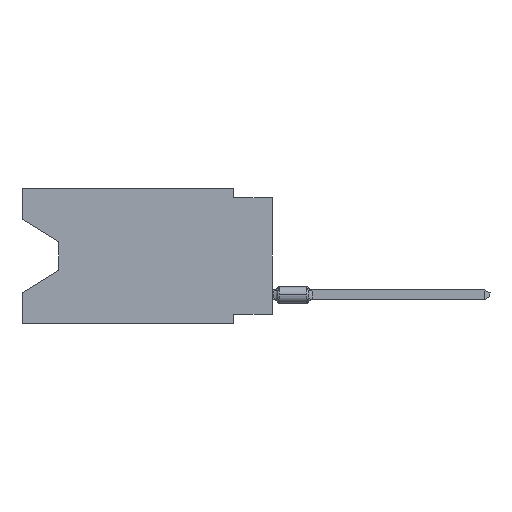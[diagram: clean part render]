
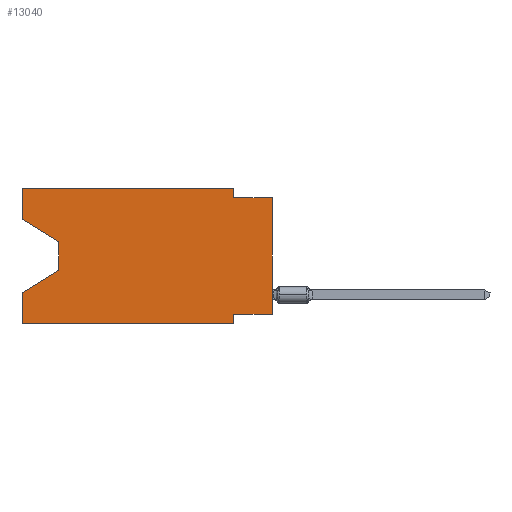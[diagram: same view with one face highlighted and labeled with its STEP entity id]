
A CAD part, left-side view. The second image highlights one B-rep face of the part: STEP entity #13040.
In plain terms, the highlighted planar face has unit normal (-1, 0, 0).
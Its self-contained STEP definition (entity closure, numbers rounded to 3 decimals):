
#390 = VERTEX_POINT ( 'NONE', #6662 ) ;
#460 = DIRECTION ( 'NONE',  ( 0., 0., -1. ) ) ;
#830 = EDGE_CURVE ( 'NONE', #20949, #36997, #41908, .T. ) ;
#1286 = FACE_OUTER_BOUND ( 'NONE', #5474, .T. ) ;
#1453 = VECTOR ( 'NONE', #42614, 1000. ) ;
#1693 = VECTOR ( 'NONE', #15892, 1000. ) ;
#2172 = CARTESIAN_POINT ( 'NONE',  ( 0., 0., -8.255 ) ) ;
#2808 = CARTESIAN_POINT ( 'NONE',  ( 0., 0., 0. ) ) ;
#2822 = VECTOR ( 'NONE', #4336, 1000. ) ;
#3406 = AXIS2_PLACEMENT_3D ( 'NONE', #35441, #5045, #27638 ) ;
#3519 = CARTESIAN_POINT ( 'NONE',  ( 0., 2.54, 0. ) ) ;
#3748 = ORIENTED_EDGE ( 'NONE', *, *, #56647, .F. ) ;
#4336 = DIRECTION ( 'NONE',  ( 0., -1., 0. ) ) ;
#4367 = EDGE_CURVE ( 'NONE', #43438, #35078, #51297, .T. ) ;
#5045 = DIRECTION ( 'NONE',  ( 1., 0., 0. ) ) ;
#5414 = EDGE_CURVE ( 'NONE', #43438, #42830, #29222, .T. ) ;
#5474 = EDGE_LOOP ( 'NONE', ( #47903, #13108, #42435, #3748, #47507, #49712, #48190, #50176, #42084, #48715, #28628, #14761 ) ) ;
#6582 = CARTESIAN_POINT ( 'NONE',  ( 0., 2.54, 0. ) ) ;
#6615 = CARTESIAN_POINT ( 'NONE',  ( 0., 16.383, 0. ) ) ;
#6662 = CARTESIAN_POINT ( 'NONE',  ( 0., 16.383, -8.89 ) ) ;
#6737 = CARTESIAN_POINT ( 'NONE',  ( 0., 16.383, -2.038 ) ) ;
#9061 = DIRECTION ( 'NONE',  ( 0., -1., 0. ) ) ;
#10636 = CARTESIAN_POINT ( 'NONE',  ( 0., 16.383, -6.852 ) ) ;
#13040 = ADVANCED_FACE ( 'NONE', ( #1286 ), #35731, .F. ) ;
#13108 = ORIENTED_EDGE ( 'NONE', *, *, #48755, .T. ) ;
#14761 = ORIENTED_EDGE ( 'NONE', *, *, #5414, .F. ) ;
#15358 = CARTESIAN_POINT ( 'NONE',  ( 0., 13.97, -3.505 ) ) ;
#15892 = DIRECTION ( 'NONE',  ( 0., 0., 1. ) ) ;
#15990 = CARTESIAN_POINT ( 'NONE',  ( 0., 0., -8.255 ) ) ;
#15998 = DIRECTION ( 'NONE',  ( 0., -1., 0. ) ) ;
#18564 = EDGE_CURVE ( 'NONE', #390, #26068, #38811, .T. ) ;
#20195 = VECTOR ( 'NONE', #9061, 1000. ) ;
#20481 = DIRECTION ( 'NONE',  ( 0., 0., 1. ) ) ;
#20833 = CARTESIAN_POINT ( 'NONE',  ( 0., 13.97, -3.505 ) ) ;
#20949 = VERTEX_POINT ( 'NONE', #2172 ) ;
#21342 = VECTOR ( 'NONE', #27832, 1000. ) ;
#21387 = LINE ( 'NONE', #30080, #37531 ) ;
#21531 = VECTOR ( 'NONE', #53035, 1000. ) ;
#21646 = CARTESIAN_POINT ( 'NONE',  ( 0., 13.97, -5.385 ) ) ;
#22094 = VERTEX_POINT ( 'NONE', #22461 ) ;
#22461 = CARTESIAN_POINT ( 'NONE',  ( 0., 2.54, -8.255 ) ) ;
#22632 = CARTESIAN_POINT ( 'NONE',  ( 0., 16.383, 0. ) ) ;
#22788 = EDGE_CURVE ( 'NONE', #28912, #34582, #35057, .T. ) ;
#24410 = DIRECTION ( 'NONE',  ( 0., 1., 0. ) ) ;
#24697 = LINE ( 'NONE', #43185, #52715 ) ;
#25991 = DIRECTION ( 'NONE',  ( 0., 0.855, -0.519 ) ) ;
#26068 = VERTEX_POINT ( 'NONE', #46014 ) ;
#27638 = DIRECTION ( 'NONE',  ( 0., 0., -1. ) ) ;
#27671 = VERTEX_POINT ( 'NONE', #10636 ) ;
#27832 = DIRECTION ( 'NONE',  ( 0., 0., -1. ) ) ;
#27961 = CARTESIAN_POINT ( 'NONE',  ( 0., 0., -0.635 ) ) ;
#28117 = LINE ( 'NONE', #15358, #21342 ) ;
#28628 = ORIENTED_EDGE ( 'NONE', *, *, #47376, .F. ) ;
#28912 = VERTEX_POINT ( 'NONE', #6582 ) ;
#29059 = VECTOR ( 'NONE', #20481, 1000. ) ;
#29222 = LINE ( 'NONE', #41115, #1693 ) ;
#29345 = VECTOR ( 'NONE', #41480, 1000. ) ;
#30080 = CARTESIAN_POINT ( 'NONE',  ( 0., 2.54, -8.89 ) ) ;
#30764 = CARTESIAN_POINT ( 'NONE',  ( 0., 16.383, 0. ) ) ;
#31612 = LINE ( 'NONE', #22632, #21531 ) ;
#32873 = EDGE_CURVE ( 'NONE', #39234, #27671, #47992, .T. ) ;
#34582 = VERTEX_POINT ( 'NONE', #36862 ) ;
#35057 = LINE ( 'NONE', #3519, #1453 ) ;
#35078 = VERTEX_POINT ( 'NONE', #20833 ) ;
#35228 = EDGE_CURVE ( 'NONE', #22094, #26068, #21387, .T. ) ;
#35441 = CARTESIAN_POINT ( 'NONE',  ( 0., 16.383, 0. ) ) ;
#35731 = PLANE ( 'NONE',  #3406 ) ;
#35906 = EDGE_CURVE ( 'NONE', #34582, #36997, #24697, .T. ) ;
#36579 = VECTOR ( 'NONE', #24410, 1000. ) ;
#36862 = CARTESIAN_POINT ( 'NONE',  ( 0., 2.54, -0.635 ) ) ;
#36997 = VERTEX_POINT ( 'NONE', #27961 ) ;
#37531 = VECTOR ( 'NONE', #460, 1000. ) ;
#38811 = LINE ( 'NONE', #43149, #2822 ) ;
#39234 = VERTEX_POINT ( 'NONE', #51804 ) ;
#41115 = CARTESIAN_POINT ( 'NONE',  ( 0., 16.383, 0. ) ) ;
#41480 = DIRECTION ( 'NONE',  ( 0., -0.855, -0.519 ) ) ;
#41908 = LINE ( 'NONE', #2808, #29059 ) ;
#42084 = ORIENTED_EDGE ( 'NONE', *, *, #35906, .F. ) ;
#42435 = ORIENTED_EDGE ( 'NONE', *, *, #32873, .T. ) ;
#42614 = DIRECTION ( 'NONE',  ( 0., 0., -1. ) ) ;
#42830 = VERTEX_POINT ( 'NONE', #6615 ) ;
#43149 = CARTESIAN_POINT ( 'NONE',  ( 0., 16.383, -8.89 ) ) ;
#43185 = CARTESIAN_POINT ( 'NONE',  ( 0., 0., -0.635 ) ) ;
#43438 = VERTEX_POINT ( 'NONE', #53106 ) ;
#45225 = VECTOR ( 'NONE', #25991, 1000. ) ;
#45249 = LINE ( 'NONE', #30764, #20195 ) ;
#46014 = CARTESIAN_POINT ( 'NONE',  ( 0., 2.54, -8.89 ) ) ;
#47245 = LINE ( 'NONE', #15990, #36579 ) ;
#47376 = EDGE_CURVE ( 'NONE', #42830, #28912, #45249, .T. ) ;
#47507 = ORIENTED_EDGE ( 'NONE', *, *, #18564, .T. ) ;
#47903 = ORIENTED_EDGE ( 'NONE', *, *, #4367, .T. ) ;
#47992 = LINE ( 'NONE', #21646, #45225 ) ;
#48190 = ORIENTED_EDGE ( 'NONE', *, *, #55963, .F. ) ;
#48715 = ORIENTED_EDGE ( 'NONE', *, *, #22788, .F. ) ;
#48755 = EDGE_CURVE ( 'NONE', #35078, #39234, #28117, .T. ) ;
#49712 = ORIENTED_EDGE ( 'NONE', *, *, #35228, .F. ) ;
#50176 = ORIENTED_EDGE ( 'NONE', *, *, #830, .T. ) ;
#51297 = LINE ( 'NONE', #6737, #29345 ) ;
#51804 = CARTESIAN_POINT ( 'NONE',  ( 0., 13.97, -5.385 ) ) ;
#52715 = VECTOR ( 'NONE', #15998, 1000. ) ;
#53035 = DIRECTION ( 'NONE',  ( 0., 0., 1. ) ) ;
#53106 = CARTESIAN_POINT ( 'NONE',  ( 0., 16.383, -2.038 ) ) ;
#55963 = EDGE_CURVE ( 'NONE', #20949, #22094, #47245, .T. ) ;
#56647 = EDGE_CURVE ( 'NONE', #390, #27671, #31612, .T. ) ;
